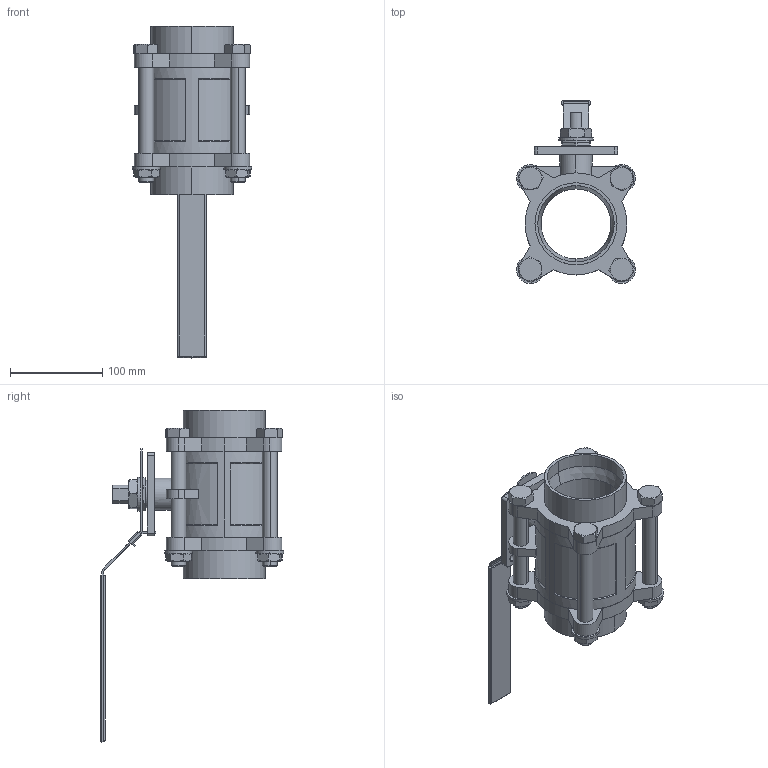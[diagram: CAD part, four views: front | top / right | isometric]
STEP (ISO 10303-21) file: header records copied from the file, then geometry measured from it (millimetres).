
FILE_DESCRIPTION (( 'STEP AP203' ), '1' );
FILE_NAME ('V-105MB-PN40-DN80.STEP', '2019-11-14T08:14:45', ( '' ), ( '' ), 'SwSTEP 2.0', 'SolidWorks 2012', '' );
FILE_SCHEMA (( 'CONFIG_CONTROL_DESIGN' ));
Length unit declared in the file: millimetre
Products named in the file (8): V-105MB-PN40-DN80; ISO 4015 - M16 x 140 x 44-C_ISO 4015 - M16 x 140 x 44-C; Hexagon Thin Nut ISO 4035 - M20 - N_Hexagon Thin Nut ISO 4035 - M20 - N; Washer ISO 7091 - 20_Washer ISO 7091 - 20; Hexagon Thin Nut ISO - 4035 - M16 - N_Hexagon Thin Nut ISO - 4035 - M16 - N; Washer ISO 7089 - 16_Washer ISO 7089 - 16; V-105M-HANDLE_265L-1; V-105MB-PN40-BODY_DN80
Assembly tree (16 placements, depth 2):
  V-105MB-PN40-DN80
    V-105MB-PN40-BODY_DN80
    V-105M-HANDLE_265L-1
    Washer ISO 7089 - 16_Washer ISO 7089 - 16  x4
    Hexagon Thin Nut ISO - 4035 - M16 - N_Hexagon Thin Nut ISO - 4035 - M16 - N  x4
    Washer ISO 7091 - 20_Washer ISO 7091 - 20
    Hexagon Thin Nut ISO 4035 - M20 - N_Hexagon Thin Nut ISO 4035 - M20 - N
    ISO 4015 - M16 x 140 x 44-C_ISO 4015 - M16 x 140 x 44-C  x4
Bounding box: 128.99 x 198.5 x 359.81 mm (x, y, z)
Volume: 1022968.3 mm3; surface area: 235494.3 mm2
Topology: 16 solids, 17 shells, 634 faces, 1550 edges, 986 vertices
Faces by surface type: plane 293, cylinder 153, cone 126, bspline 59, torus 3
Entity records: 19505 total; most frequent: CARTESIAN_POINT 7097, ORIENTED_EDGE 2428, DIRECTION 2177, EDGE_CURVE 1214, VERTEX_POINT 788, AXIS2_PLACEMENT_3D 740, LINE 697, VECTOR 697
